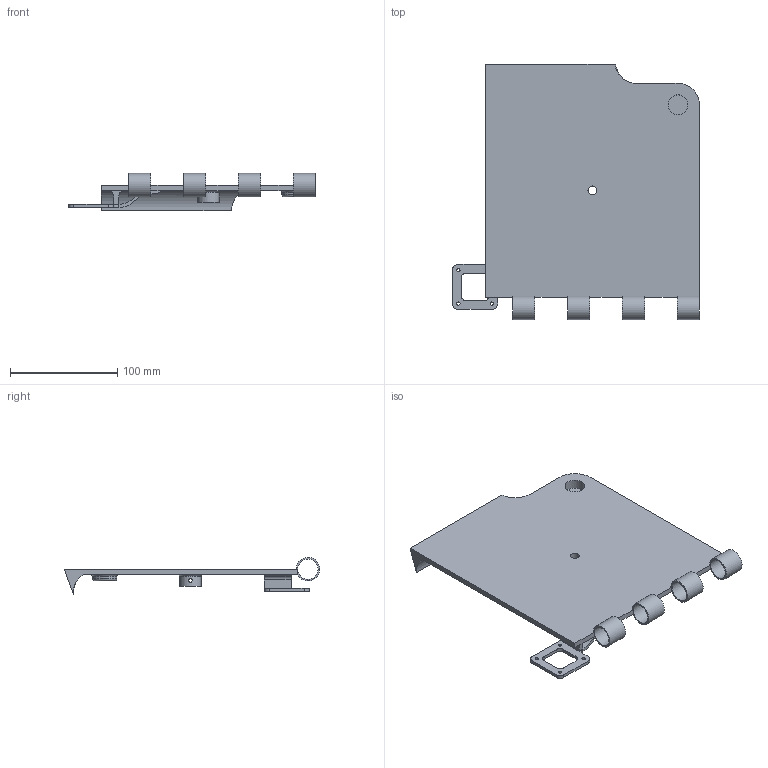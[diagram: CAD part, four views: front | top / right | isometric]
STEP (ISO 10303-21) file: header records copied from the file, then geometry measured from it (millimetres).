
FILE_DESCRIPTION(/* description */ ('STEP AP242','CAx-IF Rec.Pracs.---Representation and Presentation of Product Manufacturing Information (PMI)---4.0---2014-10-13','CAx-IF Rec.Pracs.---3D Tessellated Geometry---0.4---2014-09-14','2;1'),/* implementation_level */ '2;1');
FILE_NAME(/* name */ 'Swivel Plate - Part 1',/* time_stamp */ '2025-06-30T06:25:37Z',/* author */ (''),/* organization */ (''),/* preprocessor_version */ 'ST-DEVELOPER v20',/* originating_system */ 'ONSHAPE BY PTC INC, 1.200',/* authorisation */ ' ');
FILE_SCHEMA (('AP242_MANAGED_MODEL_BASED_3D_ENGINEERING_MIM_LF { 1 0 10303 442 1 1 4 }'));
Length unit declared in the file: metre
Products named in the file (1): Part 1
Bounding box: 230.61 x 238.56 x 34.67 mm (x, y, z)
Volume: 242021.9 mm3; surface area: 109455.8 mm2
Topology: 1 solids, 1 shells, 78 faces, 211 edges, 136 vertices
Faces by surface type: plane 38, cylinder 34, bspline 3, torus 2, cone 1
Full cylindrical faces by diameter (mm): 3 x4, 3.3 x2, 8.25 x1, 18.5 x1, 19 x4, 20 x1, 22.5 x1
Entity records: 2469 total; most frequent: CARTESIAN_POINT 508, DIRECTION 395, ORIENTED_EDGE 376, EDGE_CURVE 188, AXIS2_PLACEMENT_3D 142, VERTEX_POINT 132, EDGE_LOOP 124, FACE_BOUND 124
